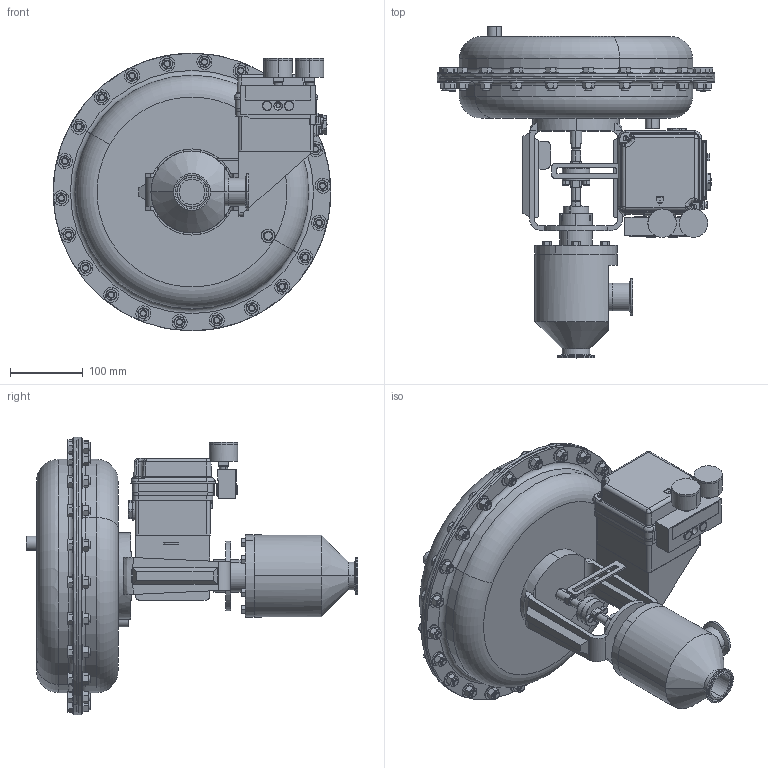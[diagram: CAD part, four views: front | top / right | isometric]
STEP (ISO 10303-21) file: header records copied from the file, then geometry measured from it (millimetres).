
FILE_DESCRIPTION (( 'STEP AP203' ), '1' );
FILE_NAME ('978SP-150-JD-85M-16IP.STEP', '2017-06-13T10:57:27', ( '' ), ( '' ), 'SwSTEP 2.0', 'SolidWorks 2014', '' );
FILE_SCHEMA (( 'CONFIG_CONTROL_DESIGN' ));
Products named in the file (2): 978SP-150-JD-85M-16IP
Bounding box: 381 x 455.38 x 381 mm (x, y, z)
Volume: 12241706 mm3; surface area: 626543.2 mm2
Topology: 3 solids, 3 shells, 1922 faces, 4461 edges, 2707 vertices
Faces by surface type: plane 816, cone 575, cylinder 423, bspline 88, torus 20
Entity records: 60122 total; most frequent: CARTESIAN_POINT 17855, ORIENTED_EDGE 8886, DIRECTION 8510, EDGE_CURVE 4443, AXIS2_PLACEMENT_3D 3351, VERTEX_POINT 2707, EDGE_LOOP 2118, ADVANCED_FACE 1922
